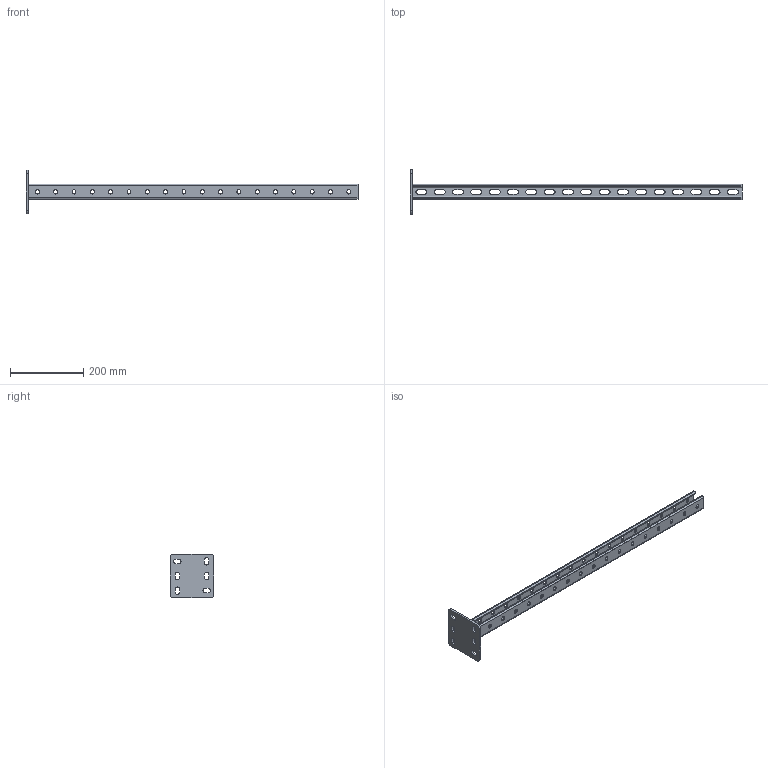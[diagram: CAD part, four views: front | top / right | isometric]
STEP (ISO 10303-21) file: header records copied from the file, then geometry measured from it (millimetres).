
FILE_DESCRIPTION (( 'STEP AP203' ), '1' );
FILE_NAME ('Êðîíøòåéí ïîòîëî÷íûé îäèíàðíûé_h41-900.step', '2022-01-27T08:25:45', ( '' ), ( '' ), 'SwSTEP 2.0', 'SolidWorks 2017', '' );
FILE_SCHEMA (( 'CONFIG_CONTROL_DESIGN' ));
Length unit declared in the file: millimetre
Products named in the file (3): Ïÿòêà ïîòîëî÷êàÿ; STRUT-镳铘桦黖h41-900; Êðîíøòåéí ïîòîëî÷íûé îäèíàðíûé_h41-900
Assembly tree (2 placements, depth 2):
  Êðîíøòåéí ïîòîëî÷íûé îäèíàðíûé_h41-900
    Ïÿòêà ïîòîëî÷êàÿ
    STRUT-镳铘桦黖h41-900
Bounding box: 906 x 120 x 120 mm (x, y, z)
Volume: 355182.4 mm3; surface area: 264547.9 mm2
Topology: 2 solids, 2 shells, 1744 faces, 5172 edges, 3432 vertices
Faces by surface type: plane 1606, cylinder 138
Entity records: 57853 total; most frequent: CARTESIAN_POINT 10353, ORIENTED_EDGE 10344, DIRECTION 8946, EDGE_CURVE 5172, VECTOR 4896, LINE 4896, VERTEX_POINT 3432, AXIS2_PLACEMENT_3D 2025
